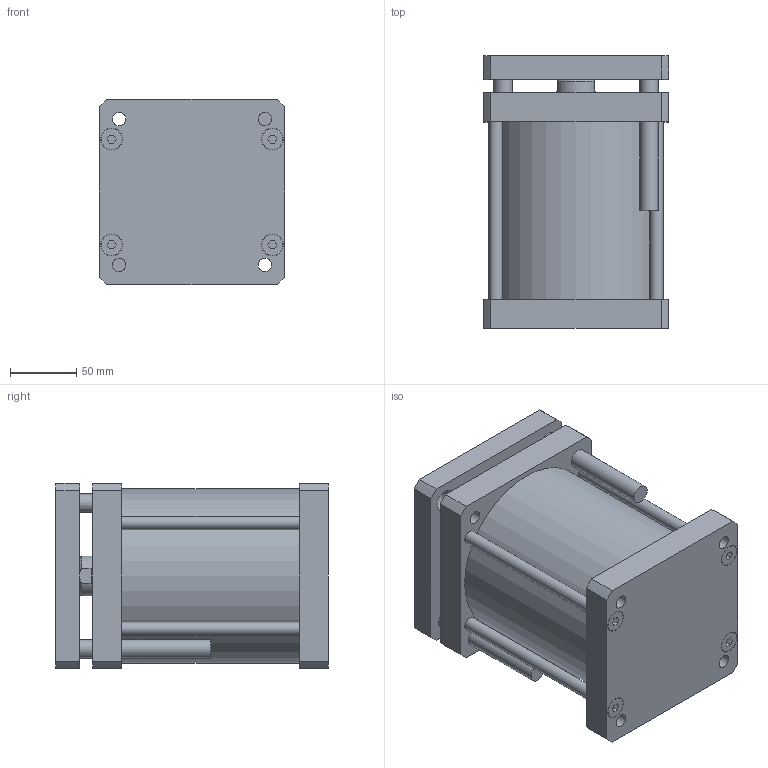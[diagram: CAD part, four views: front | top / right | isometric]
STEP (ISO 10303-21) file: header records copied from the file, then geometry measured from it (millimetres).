
FILE_DESCRIPTION((''),'2;1');
FILE_NAME('KDMA125.100.GS.F.stp','2011-09-06T14:21:23',('Administrator'),(''),'Autodesk Inventor 2012','Autodesk Inventor 2012','');
FILE_SCHEMA(('AUTOMOTIVE_DESIGN { 1 0 10303 214 1 1 1 1 }'));
Length unit declared in the file: millimetre
Products named in the file (1): KDMA125.100.GS.F
Bounding box: 140 x 206 x 140 mm (x, y, z)
Volume: 3077933.3 mm3; surface area: 222244.5 mm2
Topology: 1 solids, 1 shells, 186 faces, 440 edges, 296 vertices
Faces by surface type: plane 124, cylinder 59, cone 2, torus 1
Full cylindrical faces by diameter (mm): 10 x8, 10.106 x6, 11.445 x2, 12.5 x2, 13.5 x2, 14 x4, 16 x8, 16.5 x8, 17 x2, 21 x1, 30 x1, 33 x1, 34 x1, 132 x1
Entity records: 5323 total; most frequent: CARTESIAN_POINT 887, DIRECTION 870, ORIENTED_EDGE 752, EDGE_CURVE 376, EDGE_LOOP 312, AXIS2_PLACEMENT_3D 309, VERTEX_POINT 282, VECTOR 252
